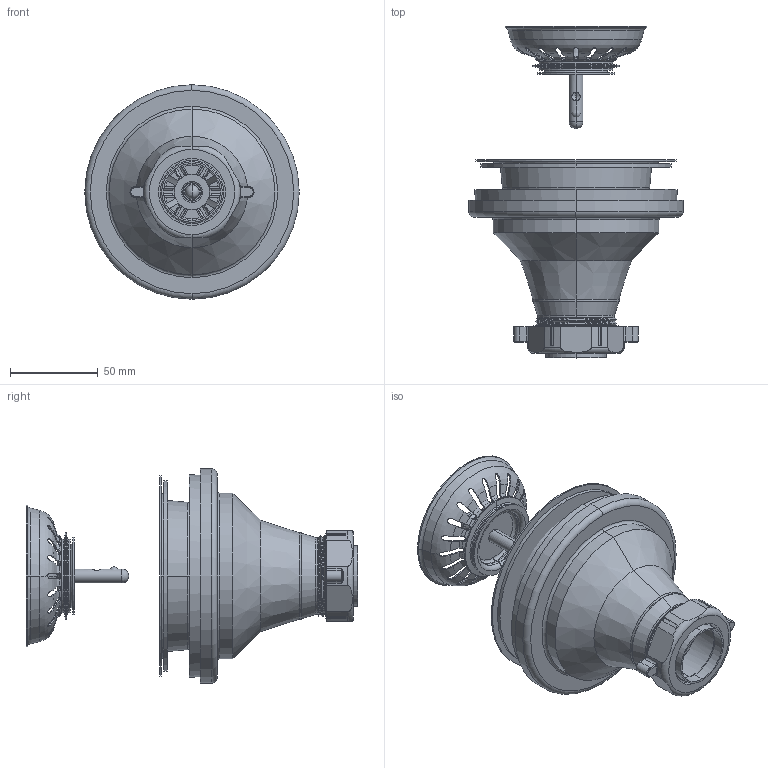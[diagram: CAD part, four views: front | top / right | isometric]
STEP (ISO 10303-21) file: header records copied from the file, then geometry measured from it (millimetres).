
FILE_DESCRIPTION((''),'2;1');
FILE_NAME('122_ASM','2021-10-25T08:57:14',('rsmith'),(''),'CREO PARAMETRIC BY PTC INC, 2018400','CREO PARAMETRIC BY PTC INC, 2018400','');
FILE_SCHEMA(('AUTOMOTIVE_DESIGN { 1 0 10303 214 1 1 1 1 }'));
Length unit declared in the file: inch
Products named in the file (16): 51029; 51030; 91716; 91718; 51038; 91715; 51031; 51032; 91717; 51035; 51034; 51036; 51037; 5-062_ASM; 51033; 122_ASM
Assembly tree (15 placements, depth 3):
  122_ASM
    51029
    51030
    91716
    91718
    51038
    91715
    51031
    51032
    91717
    51035
    5-062_ASM
      51034
      51036
      51037
    51033
Bounding box: 122.28 x 189.17 x 122.28 mm (x, y, z)
Volume: 142564 mm3; surface area: 152912.1 mm2
Topology: 15 solids, 15 shells, 1019 faces, 2709 edges, 1674 vertices
Faces by surface type: cylinder 310, cone 221, plane 197, torus 189, bspline 98, sphere 4
Entity records: 69222 total; most frequent: CARTESIAN_POINT 29672, ORIENTED_EDGE 5398, DIRECTION 4732, PRESENTATION_STYLE_ASSIGNMENT 3531, STYLED_ITEM 3531, EDGE_CURVE 2699, CURVE_STYLE 2573, AXIS2_PLACEMENT_3D 1981
